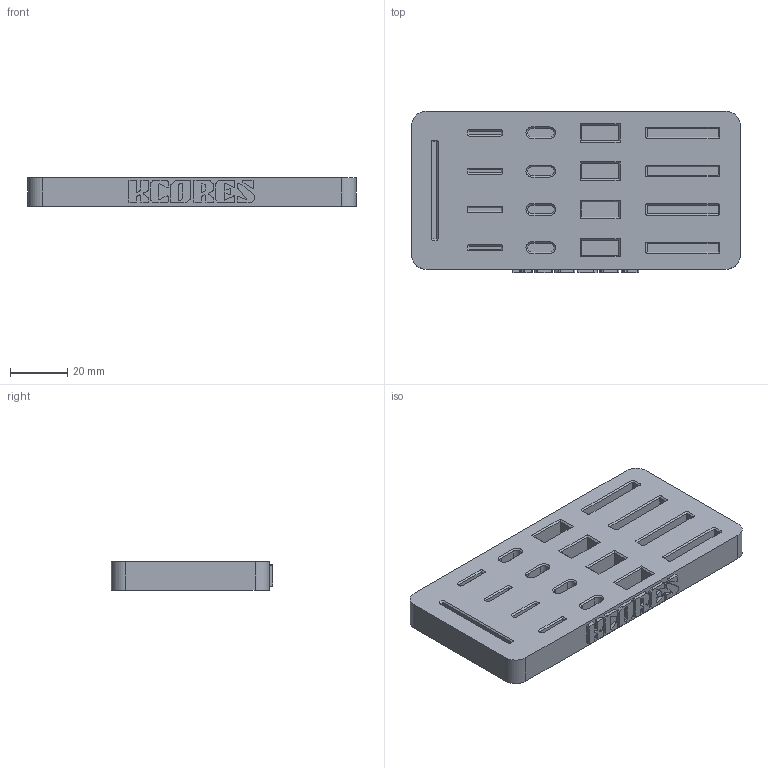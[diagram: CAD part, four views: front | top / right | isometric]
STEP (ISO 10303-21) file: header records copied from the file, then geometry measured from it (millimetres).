
FILE_DESCRIPTION(/* description */ (''),/* implementation_level */ '2;1');
FILE_NAME(/* name */ 'kcores v2.step',/* time_stamp */ '2022-04-17T16:57:00+01:00',/* author */ (''),/* organization */ (''),/* preprocessor_version */ 'ST-DEVELOPER v18.1',/* originating_system */ 'Autodesk Translation Framework v10.14.0.1471',/* authorisation */ '');
FILE_SCHEMA (('AUTOMOTIVE_DESIGN { 1 0 10303 214 3 1 1 }'));
Length unit declared in the file: millimetre
Products named in the file (1): kcores
Bounding box: 114.3 x 56.15 x 10 mm (x, y, z)
Volume: 57013 mm3; surface area: 20391.6 mm2
Topology: 1 solids, 1 shells, 404 faces, 1025 edges, 649 vertices
Faces by surface type: plane 226, bspline 86, cylinder 48, cone 44
Entity records: 12291 total; most frequent: CARTESIAN_POINT 3208, ORIENTED_EDGE 2050, DIRECTION 1628, EDGE_CURVE 1025, LINE 710, VECTOR 710, VERTEX_POINT 649, AXIS2_PLACEMENT_3D 459
